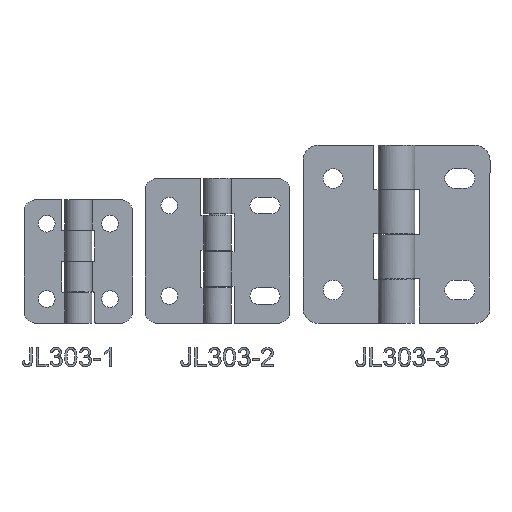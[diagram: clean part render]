
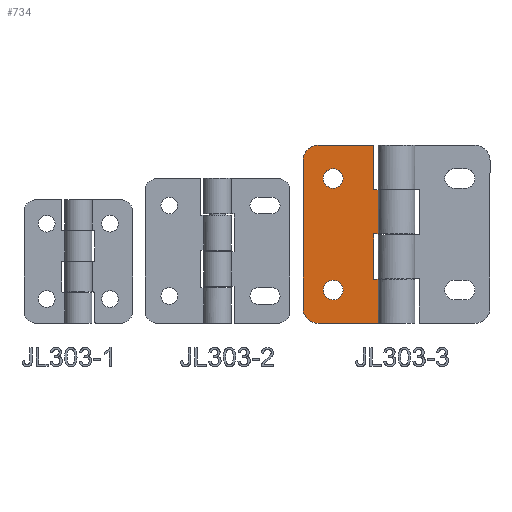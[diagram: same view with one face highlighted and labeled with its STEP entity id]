
A CAD part, top view. The second image highlights one B-rep face of the part: STEP entity #734.
In plain terms, the highlighted planar face has unit normal (0, 0, 1).
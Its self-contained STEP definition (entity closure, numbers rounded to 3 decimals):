
#21=(
BOUNDED_CURVE()
B_SPLINE_CURVE(1,(#10969,#10970),.UNSPECIFIED.,.F.,.F.)
B_SPLINE_CURVE_WITH_KNOTS((2,2),(0.,14.6),.UNSPECIFIED.)
CURVE()
GEOMETRIC_REPRESENTATION_ITEM()
RATIONAL_B_SPLINE_CURVE((1.,1.))
REPRESENTATION_ITEM('')
);
#22=(
BOUNDED_CURVE()
B_SPLINE_CURVE(1,(#10971,#10972),.UNSPECIFIED.,.F.,.F.)
B_SPLINE_CURVE_WITH_KNOTS((2,2),(29.6,44.2),.UNSPECIFIED.)
CURVE()
GEOMETRIC_REPRESENTATION_ITEM()
RATIONAL_B_SPLINE_CURVE((1.,1.))
REPRESENTATION_ITEM('')
);
#104=TRIMMED_CURVE($,#259,(#11090),(#11091),.T.,.CARTESIAN.);
#106=TRIMMED_CURVE($,#261,(#11098),(#11099),.T.,.CARTESIAN.);
#108=TRIMMED_CURVE($,#263,(#11110),(#11111),.T.,.CARTESIAN.);
#110=TRIMMED_CURVE($,#265,(#11116),(#11117),.T.,.CARTESIAN.);
#112=TRIMMED_CURVE($,#267,(#11124),(#11125),.T.,.CARTESIAN.);
#114=TRIMMED_CURVE($,#269,(#11132),(#11133),.T.,.CARTESIAN.);
#259=CIRCLE('',#5792,3.25);
#261=CIRCLE('',#5794,3.25);
#263=CIRCLE('',#5796,5.);
#265=CIRCLE('',#5798,5.);
#267=CIRCLE('',#5800,3.25);
#269=CIRCLE('',#5802,3.25);
#482=FACE_BOUND('',#1423,.T.);
#483=FACE_BOUND('',#1424,.T.);
#734=ADVANCED_FACE('',(#1074,#482,#483),#5430,.T.);
#1074=FACE_OUTER_BOUND('',#1422,.T.);
#1422=EDGE_LOOP('',(#2389,#2390,#2391,#2392,#2393,#2394,#2395,#2396,#2397,
#2398,#2399,#2400));
#1423=EDGE_LOOP('',(#2401,#2402));
#1424=EDGE_LOOP('',(#2403,#2404));
#2389=ORIENTED_EDGE('',*,*,#3675,.F.);
#2390=ORIENTED_EDGE('',*,*,#3712,.T.);
#2391=ORIENTED_EDGE('',*,*,#3677,.T.);
#2392=ORIENTED_EDGE('',*,*,#3663,.T.);
#2393=ORIENTED_EDGE('',*,*,#3690,.T.);
#2394=ORIENTED_EDGE('',*,*,#3689,.T.);
#2395=ORIENTED_EDGE('',*,*,#3688,.T.);
#2396=ORIENTED_EDGE('',*,*,#3664,.T.);
#2397=ORIENTED_EDGE('',*,*,#3687,.T.);
#2398=ORIENTED_EDGE('',*,*,#3686,.T.);
#2399=ORIENTED_EDGE('',*,*,#3678,.F.);
#2400=ORIENTED_EDGE('',*,*,#3714,.T.);
#2401=ORIENTED_EDGE('',*,*,#3704,.T.);
#2402=ORIENTED_EDGE('',*,*,#3717,.T.);
#2403=ORIENTED_EDGE('',*,*,#3707,.T.);
#2404=ORIENTED_EDGE('',*,*,#3720,.T.);
#3663=EDGE_CURVE('',#5009,#5011,#21,.T.);
#3664=EDGE_CURVE('',#5006,#5005,#22,.T.);
#3675=EDGE_CURVE('',#5038,#5037,#4530,.T.);
#3677=EDGE_CURVE('',#5039,#5009,#4532,.T.);
#3678=EDGE_CURVE('',#5040,#5026,#4533,.T.);
#3686=EDGE_CURVE('',#5025,#5026,#4541,.T.);
#3687=EDGE_CURVE('',#5005,#5025,#4542,.T.);
#3688=EDGE_CURVE('',#5027,#5006,#4543,.T.);
#3689=EDGE_CURVE('',#5028,#5027,#4544,.T.);
#3690=EDGE_CURVE('',#5011,#5028,#4545,.T.);
#3704=EDGE_CURVE('',#5030,#5042,#104,.T.);
#3707=EDGE_CURVE('',#5032,#5044,#106,.T.);
#3712=EDGE_CURVE('',#5038,#5039,#108,.T.);
#3714=EDGE_CURVE('',#5040,#5037,#110,.T.);
#3717=EDGE_CURVE('',#5042,#5030,#112,.T.);
#3720=EDGE_CURVE('',#5044,#5032,#114,.T.);
#4530=B_SPLINE_CURVE_WITH_KNOTS('',1,(#10994,#10995),.UNSPECIFIED.,.F.,
 .F.,(2,2),(5.,54.),.UNSPECIFIED.);
#4532=B_SPLINE_CURVE_WITH_KNOTS('',1,(#10998,#10999),.UNSPECIFIED.,.F.,
 .F.,(2,2),(-60.,-34.),.UNSPECIFIED.);
#4533=B_SPLINE_CURVE_WITH_KNOTS('',1,(#11000,#11001),.UNSPECIFIED.,.F.,
 .F.,(2,2),(-60.,-41.5),.UNSPECIFIED.);
#4541=B_SPLINE_CURVE_WITH_KNOTS('',1,(#11016,#11017),.UNSPECIFIED.,.F.,
 .F.,(2,2),(-38.3,0.),.UNSPECIFIED.);
#4542=B_SPLINE_CURVE_WITH_KNOTS('',1,(#11018,#11019),.UNSPECIFIED.,.F.,
 .F.,(2,2),(-45.8,-38.3),.UNSPECIFIED.);
#4543=B_SPLINE_CURVE_WITH_KNOTS('',1,(#11020,#11021),.UNSPECIFIED.,.F.,
 .F.,(2,2),(-80.1,-72.6),.UNSPECIFIED.);
#4544=B_SPLINE_CURVE_WITH_KNOTS('',1,(#11022,#11023),.UNSPECIFIED.,.F.,
 .F.,(2,2),(-95.1,-80.1),.UNSPECIFIED.);
#4545=B_SPLINE_CURVE_WITH_KNOTS('',1,(#11024,#11025),.UNSPECIFIED.,.F.,
 .F.,(2,2),(-102.6,-95.1),.UNSPECIFIED.);
#5005=VERTEX_POINT('',#10924);
#5006=VERTEX_POINT('',#10925);
#5009=VERTEX_POINT('',#10928);
#5011=VERTEX_POINT('',#10930);
#5025=VERTEX_POINT('',#10944);
#5026=VERTEX_POINT('',#10945);
#5027=VERTEX_POINT('',#10946);
#5028=VERTEX_POINT('',#10947);
#5030=VERTEX_POINT('',#10949);
#5032=VERTEX_POINT('',#10951);
#5037=VERTEX_POINT('',#10956);
#5038=VERTEX_POINT('',#10957);
#5039=VERTEX_POINT('',#10958);
#5040=VERTEX_POINT('',#10959);
#5042=VERTEX_POINT('',#10961);
#5044=VERTEX_POINT('',#10963);
#5430=PLANE('',#5770);
#5770=AXIS2_PLACEMENT_3D('',#10908,#6191,$);
#5792=AXIS2_PLACEMENT_3D($,#11089,#6219,#6220);
#5794=AXIS2_PLACEMENT_3D($,#11097,#6223,#6224);
#5796=AXIS2_PLACEMENT_3D($,#11109,#6227,#6228);
#5798=AXIS2_PLACEMENT_3D($,#11115,#6231,#6232);
#5800=AXIS2_PLACEMENT_3D($,#11123,#6235,#6236);
#5802=AXIS2_PLACEMENT_3D($,#11131,#6239,#6240);
#6191=DIRECTION('',(0.,0.,1.));
#6219=DIRECTION('',(0.,0.,-1.));
#6220=DIRECTION('',(1.,0.,0.));
#6223=DIRECTION('',(0.,0.,-1.));
#6224=DIRECTION('',(1.,0.,0.));
#6227=DIRECTION('',(0.,0.,1.));
#6228=DIRECTION('',(-1.,0.,0.));
#6231=DIRECTION('',(0.,0.,1.));
#6232=DIRECTION('',(0.,1.,0.));
#6235=DIRECTION('',(0.,0.,-1.));
#6236=DIRECTION('',(-1.,0.,0.));
#6239=DIRECTION('',(0.,0.,-1.));
#6240=DIRECTION('',(-1.,0.,0.));
#10908=CARTESIAN_POINT('',(34.537,0.,6.726));
#10924=CARTESIAN_POINT('',(65.537,44.2,6.726));
#10925=CARTESIAN_POINT('',(65.537,29.6,6.726));
#10928=CARTESIAN_POINT('',(65.537,0.,6.726));
#10930=CARTESIAN_POINT('',(65.537,14.6,6.726));
#10944=CARTESIAN_POINT('',(58.037,44.2,6.726));
#10945=CARTESIAN_POINT('',(58.037,59.,6.726));
#10946=CARTESIAN_POINT('',(58.037,29.6,6.726));
#10947=CARTESIAN_POINT('',(58.037,14.6,6.726));
#10949=CARTESIAN_POINT('',(47.787,48.,6.726));
#10951=CARTESIAN_POINT('',(47.787,11.,6.726));
#10956=CARTESIAN_POINT('',(34.537,54.,6.726));
#10957=CARTESIAN_POINT('',(34.537,5.,6.726));
#10958=CARTESIAN_POINT('',(39.537,0.,6.726));
#10959=CARTESIAN_POINT('',(39.537,59.,6.726));
#10961=CARTESIAN_POINT('',(41.287,48.,6.726));
#10963=CARTESIAN_POINT('',(41.287,11.,6.726));
#10969=CARTESIAN_POINT('',(65.537,0.,6.726));
#10970=CARTESIAN_POINT('',(65.537,14.6,6.726));
#10971=CARTESIAN_POINT('',(65.537,29.6,6.726));
#10972=CARTESIAN_POINT('',(65.537,44.2,6.726));
#10994=CARTESIAN_POINT('',(34.537,5.,6.726));
#10995=CARTESIAN_POINT('',(34.537,54.,6.726));
#10998=CARTESIAN_POINT('',(39.537,0.,6.726));
#10999=CARTESIAN_POINT('',(65.537,0.,6.726));
#11000=CARTESIAN_POINT('',(39.537,59.,6.726));
#11001=CARTESIAN_POINT('',(58.037,59.,6.726));
#11016=CARTESIAN_POINT('',(58.037,44.2,6.726));
#11017=CARTESIAN_POINT('',(58.037,59.,6.726));
#11018=CARTESIAN_POINT('',(65.537,44.2,6.726));
#11019=CARTESIAN_POINT('',(58.037,44.2,6.726));
#11020=CARTESIAN_POINT('',(58.037,29.6,6.726));
#11021=CARTESIAN_POINT('',(65.537,29.6,6.726));
#11022=CARTESIAN_POINT('',(58.037,14.6,6.726));
#11023=CARTESIAN_POINT('',(58.037,29.6,6.726));
#11024=CARTESIAN_POINT('',(65.537,14.6,6.726));
#11025=CARTESIAN_POINT('',(58.037,14.6,6.726));
#11089=CARTESIAN_POINT('',(44.537,48.,6.726));
#11090=CARTESIAN_POINT('',(47.787,48.,6.726));
#11091=CARTESIAN_POINT('',(41.287,48.,6.726));
#11097=CARTESIAN_POINT('',(44.537,11.,6.726));
#11098=CARTESIAN_POINT('',(47.787,11.,6.726));
#11099=CARTESIAN_POINT('',(41.287,11.,6.726));
#11109=CARTESIAN_POINT('',(39.537,5.,6.726));
#11110=CARTESIAN_POINT('',(34.537,5.,6.726));
#11111=CARTESIAN_POINT('',(39.537,0.,6.726));
#11115=CARTESIAN_POINT('',(39.537,54.,6.726));
#11116=CARTESIAN_POINT('',(39.537,59.,6.726));
#11117=CARTESIAN_POINT('',(34.537,54.,6.726));
#11123=CARTESIAN_POINT('',(44.537,48.,6.726));
#11124=CARTESIAN_POINT('',(41.287,48.,6.726));
#11125=CARTESIAN_POINT('',(47.787,48.,6.726));
#11131=CARTESIAN_POINT('',(44.537,11.,6.726));
#11132=CARTESIAN_POINT('',(41.287,11.,6.726));
#11133=CARTESIAN_POINT('',(47.787,11.,6.726));
